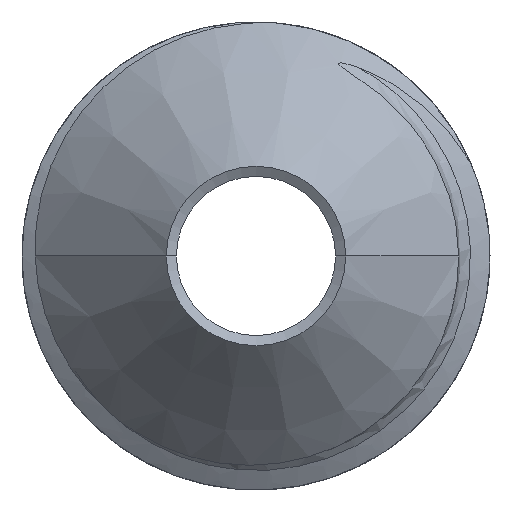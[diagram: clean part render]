
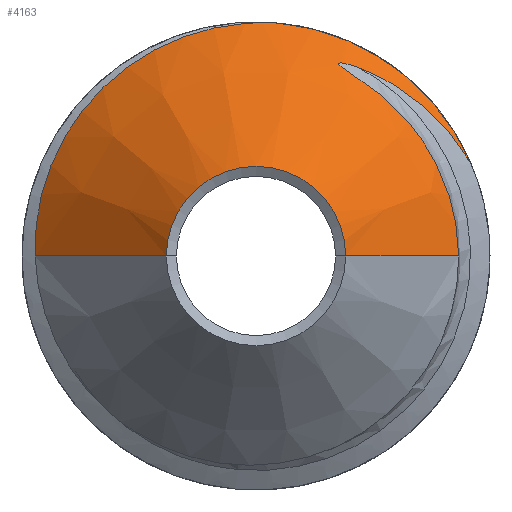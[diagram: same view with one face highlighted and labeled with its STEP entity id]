
A CAD part, left-side view. The second image highlights one B-rep face of the part: STEP entity #4163.
In plain terms, the highlighted conical face has half-angle 45 degrees and reference radius 1.038 mm.
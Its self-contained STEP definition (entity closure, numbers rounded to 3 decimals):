
#674=CARTESIAN_POINT('',(0.925,0.,0.));
#675=DIRECTION('',(1.,0.,0.));
#676=DIRECTION('',(0.,-0.094,0.996));
#677=AXIS2_PLACEMENT_3D('',#674,#675,#676);
#1722=CARTESIAN_POINT('',(0.841,1.416,0.));
#1723=CARTESIAN_POINT('',(0.843,1.418,
0.066));
#1724=CARTESIAN_POINT('',(0.848,1.414,
0.198));
#1725=CARTESIAN_POINT('',(0.855,1.379,
0.395));
#1726=CARTESIAN_POINT('',(0.862,1.318,
0.584));
#1727=CARTESIAN_POINT('',(0.869,1.231,
0.764));
#1728=CARTESIAN_POINT('',(0.876,1.12,
0.93));
#1729=CARTESIAN_POINT('',(0.883,0.984,
1.083));
#1730=CARTESIAN_POINT('',(0.89,0.826,
1.216));
#1731=CARTESIAN_POINT('',(0.897,0.65,
1.326));
#1732=CARTESIAN_POINT('',(0.904,0.463,
1.41));
#1733=CARTESIAN_POINT('',(0.911,0.268,
1.467));
#1734=CARTESIAN_POINT('',(0.918,0.065,
1.496));
#1735=CARTESIAN_POINT('',(0.923,-0.072,
1.498));
#1736=CARTESIAN_POINT('',(0.925,-0.141,1.493));
#1743=DIRECTION('',(0.707,0.707,0.));
#1744=VECTOR('',#1743,1.189);
#1745=CARTESIAN_POINT('',(0.,0.575,0.));
#1746=LINE('',#1745,#1744);
#1747=DIRECTION('',(0.707,-0.707,0.));
#1748=VECTOR('',#1747,1.024);
#1749=CARTESIAN_POINT('',(0.,-0.575,0.));
#1750=LINE('',#1749,#1748);
#1751=CARTESIAN_POINT('',(0.,0.,0.));
#1752=DIRECTION('',(1.,0.,0.));
#1753=DIRECTION('',(0.,1.,0.));
#1754=AXIS2_PLACEMENT_3D('',#1751,#1752,#1753);
#1756=CARTESIAN_POINT('',(0.925,-1.377,0.595));
#1757=CARTESIAN_POINT('',(0.917,-1.343,
0.653));
#1758=CARTESIAN_POINT('',(0.9,-1.268,
0.761));
#1759=CARTESIAN_POINT('',(0.875,-1.138,
0.906));
#1760=CARTESIAN_POINT('',(0.85,-0.99,
1.031));
#1761=CARTESIAN_POINT('',(0.825,-0.829,
1.133));
#1762=CARTESIAN_POINT('',(0.808,-0.716,
1.186));
#1763=CARTESIAN_POINT('',(0.8,-0.658,
1.208));
#1788=CARTESIAN_POINT('',(0.8,-0.658,
1.208));
#1789=CARTESIAN_POINT('',(0.799,-0.654,
1.209));
#1790=CARTESIAN_POINT('',(0.798,-0.646,
1.212));
#1791=CARTESIAN_POINT('',(0.797,-0.635,
1.216));
#1792=CARTESIAN_POINT('',(0.795,-0.624,
1.219));
#1793=CARTESIAN_POINT('',(0.793,-0.614,
1.223));
#1794=CARTESIAN_POINT('',(0.791,-0.604,
1.226));
#1795=CARTESIAN_POINT('',(0.79,-0.595,
1.228));
#1796=CARTESIAN_POINT('',(0.788,-0.586,
1.23));
#1797=CARTESIAN_POINT('',(0.786,-0.578,
1.232));
#1798=CARTESIAN_POINT('',(0.785,-0.57,
1.234));
#1799=CARTESIAN_POINT('',(0.783,-0.563,
1.236));
#1800=CARTESIAN_POINT('',(0.781,-0.556,
1.237));
#1801=CARTESIAN_POINT('',(0.779,-0.55,
1.237));
#1802=CARTESIAN_POINT('',(0.777,-0.544,
1.238));
#1803=CARTESIAN_POINT('',(0.775,-0.539,
1.238));
#1804=CARTESIAN_POINT('',(0.773,-0.535,
1.237));
#1805=CARTESIAN_POINT('',(0.77,-0.531,
1.236));
#1806=CARTESIAN_POINT('',(0.767,-0.529,
1.233));
#1807=CARTESIAN_POINT('',(0.764,-0.53,
1.23));
#1808=CARTESIAN_POINT('',(0.762,-0.533,
1.226));
#1809=CARTESIAN_POINT('',(0.76,-0.536,
1.222));
#1810=CARTESIAN_POINT('',(0.758,-0.54,
1.219));
#1811=CARTESIAN_POINT('',(0.757,-0.544,
1.215));
#1812=CARTESIAN_POINT('',(0.755,-0.549,
1.212));
#1813=CARTESIAN_POINT('',(0.754,-0.554,
1.208));
#1814=CARTESIAN_POINT('',(0.753,-0.56,
1.204));
#1815=CARTESIAN_POINT('',(0.752,-0.566,
1.2));
#1816=CARTESIAN_POINT('',(0.75,-0.573,
1.195));
#1817=CARTESIAN_POINT('',(0.749,-0.581,
1.19));
#1818=CARTESIAN_POINT('',(0.748,-0.589,
1.184));
#1819=CARTESIAN_POINT('',(0.747,-0.598,
1.178));
#1820=CARTESIAN_POINT('',(0.745,-0.608,
1.172));
#1821=CARTESIAN_POINT('',(0.744,-0.619,
1.165));
#1822=CARTESIAN_POINT('',(0.743,-0.63,
1.157));
#1823=CARTESIAN_POINT('',(0.742,-0.642,
1.149));
#1824=CARTESIAN_POINT('',(0.741,-0.655,
1.141));
#1825=CARTESIAN_POINT('',(0.739,-0.669,
1.132));
#1826=CARTESIAN_POINT('',(0.738,-0.683,
1.122));
#1827=CARTESIAN_POINT('',(0.737,-0.699,
1.111));
#1828=CARTESIAN_POINT('',(0.736,-0.715,
1.099));
#1829=CARTESIAN_POINT('',(0.735,-0.733,
1.086));
#1830=CARTESIAN_POINT('',(0.734,-0.753,
1.071));
#1831=CARTESIAN_POINT('',(0.733,-0.775,
1.054));
#1832=CARTESIAN_POINT('',(0.732,-0.797,
1.036));
#1833=CARTESIAN_POINT('',(0.731,-0.819,
1.017));
#1834=CARTESIAN_POINT('',(0.73,-0.843,
0.996));
#1835=CARTESIAN_POINT('',(0.729,-0.867,
0.974));
#1836=CARTESIAN_POINT('',(0.728,-0.892,
0.95));
#1837=CARTESIAN_POINT('',(0.727,-0.919,
0.923));
#1838=CARTESIAN_POINT('',(0.726,-0.947,
0.893));
#1839=CARTESIAN_POINT('',(0.725,-0.977,
0.859));
#1840=CARTESIAN_POINT('',(0.725,-1.008,
0.821));
#1841=CARTESIAN_POINT('',(0.724,-1.041,
0.778));
#1842=CARTESIAN_POINT('',(0.723,-1.075,
0.729));
#1843=CARTESIAN_POINT('',(0.723,-1.11,
0.674));
#1844=CARTESIAN_POINT('',(0.722,-1.146,
0.611));
#1845=CARTESIAN_POINT('',(0.722,-1.181,
0.538));
#1846=CARTESIAN_POINT('',(0.722,-1.215,
0.456));
#1847=CARTESIAN_POINT('',(0.722,-1.247,
0.363));
#1848=CARTESIAN_POINT('',(0.722,-1.274,
0.256));
#1849=CARTESIAN_POINT('',(0.723,-1.293,
0.136));
#1850=CARTESIAN_POINT('',(0.724,-1.299,
0.047));
#1851=CARTESIAN_POINT('',(0.724,-1.299,
0.));
#2114=CARTESIAN_POINT('',(0.,0.575,0.));
#2115=CARTESIAN_POINT('',(0.841,1.416,0.));
#2116=VERTEX_POINT('',#2114);
#2117=VERTEX_POINT('',#2115);
#2118=CARTESIAN_POINT('',(0.,-0.575,0.));
#2119=CARTESIAN_POINT('',(0.724,-1.299,
0.));
#2120=VERTEX_POINT('',#2118);
#2121=VERTEX_POINT('',#2119);
#2154=CARTESIAN_POINT('',(0.925,-0.141,1.493));
#2155=CARTESIAN_POINT('',(0.925,-1.377,0.595));
#2156=VERTEX_POINT('',#2154);
#2157=VERTEX_POINT('',#2155);
#2168=VERTEX_POINT('',#1763);
#4146=CARTESIAN_POINT('',(0.463,0.,0.));
#4147=DIRECTION('',(1.,0.,0.));
#4148=DIRECTION('',(0.,-1.,0.));
#4149=AXIS2_PLACEMENT_3D('',#4146,#4147,#4148);
#4150=CONICAL_SURFACE('',#4149,1.038,45.);
#4151=ORIENTED_EDGE('',*,*,#4134,.T.);
#4152=ORIENTED_EDGE('',*,*,#4124,.T.);
#4153=ORIENTED_EDGE('',*,*,#2339,.T.);
#4155=ORIENTED_EDGE('',*,*,#4154,.T.);
#4157=ORIENTED_EDGE('',*,*,#4156,.T.);
#4158=ORIENTED_EDGE('',*,*,#4138,.F.);
#4160=ORIENTED_EDGE('',*,*,#4159,.F.);
#4161=EDGE_LOOP('',(#4151,#4152,#4153,#4155,#4157,#4158,#4160));
#4162=FACE_OUTER_BOUND('',#4161,.F.);
#678=CIRCLE('',#677,1.5);
#1737=B_SPLINE_CURVE_WITH_KNOTS('',3,(#1722,#1723,#1724,#1725,#1726,#1727,#1728,
#1729,#1730,#1731,#1732,#1733,#1734,#1735,#1736),.UNSPECIFIED.,.F.,.F.,(4,1,1,1,
1,1,1,1,1,1,1,1,4),(0.,0.083,0.167,0.25,
0.333,0.417,0.5,0.583,0.667,
0.75,0.833,0.917,1.),.UNSPECIFIED.);
#1755=CIRCLE('',#1754,0.575);
#1764=B_SPLINE_CURVE_WITH_KNOTS('',3,(#1756,#1757,#1758,#1759,#1760,#1761,#1762,
#1763),.UNSPECIFIED.,.F.,.F.,(4,1,1,1,1,4),(0.,0.2,0.4,0.6,0.8,1.),
.UNSPECIFIED.);
#1852=B_SPLINE_CURVE_WITH_KNOTS('',3,(#1788,#1789,#1790,#1791,#1792,#1793,#1794,
#1795,#1796,#1797,#1798,#1799,#1800,#1801,#1802,#1803,#1804,#1805,#1806,#1807,
#1808,#1809,#1810,#1811,#1812,#1813,#1814,#1815,#1816,#1817,#1818,#1819,#1820,
#1821,#1822,#1823,#1824,#1825,#1826,#1827,#1828,#1829,#1830,#1831,#1832,#1833,
#1834,#1835,#1836,#1837,#1838,#1839,#1840,#1841,#1842,#1843,#1844,#1845,#1846,
#1847,#1848,#1849,#1850,#1851),.UNSPECIFIED.,.F.,.F.,(4,1,1,1,1,1,1,1,1,1,1,1,1,
1,1,1,1,1,1,1,1,1,1,1,1,1,1,1,1,1,1,1,1,1,1,1,1,1,1,1,1,1,1,1,1,1,1,1,1,1,1,1,1,
1,1,1,1,1,1,1,1,4),(0.,0.016,0.033,0.049,
0.066,0.082,0.098,0.115,
0.131,0.148,0.164,0.18,
0.197,0.213,0.23,0.246,
0.262,0.279,0.295,0.311,
0.328,0.344,0.361,0.377,
0.393,0.41,0.426,0.443,
0.459,0.475,0.492,0.508,
0.525,0.541,0.557,0.574,
0.59,0.607,0.623,0.639,
0.656,0.672,0.689,0.705,
0.721,0.738,0.754,0.77,
0.787,0.803,0.82,0.836,
0.852,0.869,0.885,0.902,
0.918,0.934,0.951,0.967,
0.984,1.),.UNSPECIFIED.);
#2339=EDGE_CURVE('',#2156,#2157,#678,.T.);
#4124=EDGE_CURVE('',#2117,#2156,#1737,.T.);
#4134=EDGE_CURVE('',#2116,#2117,#1746,.T.);
#4138=EDGE_CURVE('',#2120,#2121,#1750,.T.);
#4154=EDGE_CURVE('',#2157,#2168,#1764,.T.);
#4156=EDGE_CURVE('',#2168,#2121,#1852,.T.);
#4159=EDGE_CURVE('',#2116,#2120,#1755,.T.);
#4163=ADVANCED_FACE('',(#4162),#4150,.T.);
